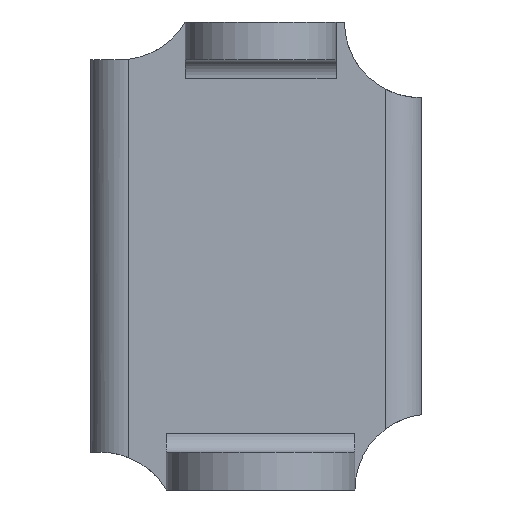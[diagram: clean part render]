
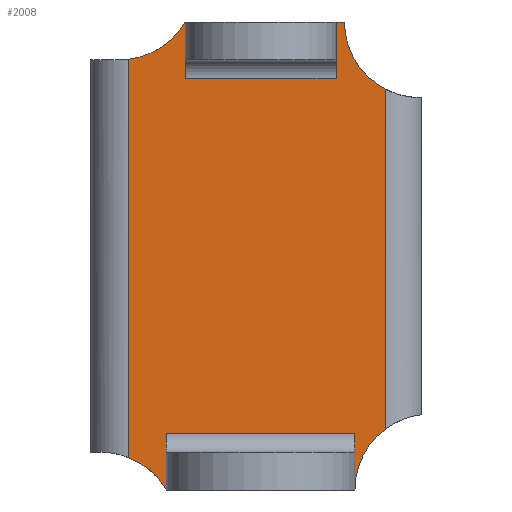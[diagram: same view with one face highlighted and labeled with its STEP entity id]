
A CAD part, front view. The second image highlights one B-rep face of the part: STEP entity #2008.
In plain terms, the highlighted planar face has unit normal (0, -1, 0).
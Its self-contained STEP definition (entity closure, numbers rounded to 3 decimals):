
#26 = DIRECTION ( 'NONE',  ( 0., 1., 0. ) ) ;
#36 = CARTESIAN_POINT ( 'NONE',  ( -23.16, 0., -36. ) ) ;
#85 = VECTOR ( 'NONE', #1161, 1000. ) ;
#87 = EDGE_CURVE ( 'NONE', #212, #566, #1139, .T. ) ;
#88 = DIRECTION ( 'NONE',  ( 1., 0., 0. ) ) ;
#100 = DIRECTION ( 'NONE',  ( 0., 0., -1. ) ) ;
#126 = EDGE_CURVE ( 'NONE', #1870, #1367, #2079, .T. ) ;
#132 = VECTOR ( 'NONE', #627, 1000. ) ;
#143 = EDGE_CURVE ( 'NONE', #513, #1154, #300, .T. ) ;
#171 = EDGE_CURVE ( 'NONE', #1870, #1316, #1320, .T. ) ;
#203 = VECTOR ( 'NONE', #1695, 1000. ) ;
#205 = CIRCLE ( 'NONE', #1462, 10. ) ;
#212 = VERTEX_POINT ( 'NONE', #1510 ) ;
#226 = VERTEX_POINT ( 'NONE', #1005 ) ;
#239 = VECTOR ( 'NONE', #383, 1000. ) ;
#252 = VERTEX_POINT ( 'NONE', #1532 ) ;
#264 = EDGE_LOOP ( 'NONE', ( #516, #2157, #1950, #967, #1457, #1828, #1122, #1066, #1340, #1723, #642, #2050, #1125 ) ) ;
#280 = CARTESIAN_POINT ( 'NONE',  ( -14.5, 0., -31. ) ) ;
#287 = DIRECTION ( 'NONE',  ( 0., -1., 0. ) ) ;
#300 = LINE ( 'NONE', #1547, #203 ) ;
#314 = AXIS2_PLACEMENT_3D ( 'NONE', #1394, #663, #1220 ) ;
#329 = CARTESIAN_POINT ( 'NONE',  ( -14.5, 0., -23.5 ) ) ;
#383 = DIRECTION ( 'NONE',  ( 0., 0., -1. ) ) ;
#410 = CARTESIAN_POINT ( 'NONE',  ( 0., 0., 23.5 ) ) ;
#459 = LINE ( 'NONE', #826, #830 ) ;
#502 = CARTESIAN_POINT ( 'NONE',  ( 8., 0., 23.5 ) ) ;
#505 = VERTEX_POINT ( 'NONE', #1570 ) ;
#513 = VERTEX_POINT ( 'NONE', #836 ) ;
#516 = ORIENTED_EDGE ( 'NONE', *, *, #87, .T. ) ;
#530 = LINE ( 'NONE', #1930, #1023 ) ;
#544 = EDGE_CURVE ( 'NONE', #2078, #252, #864, .T. ) ;
#552 = EDGE_CURVE ( 'NONE', #513, #505, #205, .T. ) ;
#566 = VERTEX_POINT ( 'NONE', #502 ) ;
#572 = CARTESIAN_POINT ( 'NONE',  ( -14.5, 0., -31. ) ) ;
#577 = CIRCLE ( 'NONE', #1544, 10. ) ;
#595 = CARTESIAN_POINT ( 'NONE',  ( -19.5, 0., -26.694 ) ) ;
#627 = DIRECTION ( 'NONE',  ( 0., 0., 1. ) ) ;
#642 = ORIENTED_EDGE ( 'NONE', *, *, #1145, .T. ) ;
#663 = DIRECTION ( 'NONE',  ( 0., 1., 0. ) ) ;
#672 = VERTEX_POINT ( 'NONE', #738 ) ;
#692 = EDGE_CURVE ( 'NONE', #837, #1367, #1423, .T. ) ;
#738 = CARTESIAN_POINT ( 'NONE',  ( 9.1, 0., 31. ) ) ;
#740 = AXIS2_PLACEMENT_3D ( 'NONE', #1878, #287, #991 ) ;
#787 = VECTOR ( 'NONE', #88, 1000. ) ;
#826 = CARTESIAN_POINT ( 'NONE',  ( 14.5, 0., 21. ) ) ;
#830 = VECTOR ( 'NONE', #1354, 1000. ) ;
#835 = LINE ( 'NONE', #1187, #2241 ) ;
#836 = CARTESIAN_POINT ( 'NONE',  ( -12., 0., 31. ) ) ;
#837 = VERTEX_POINT ( 'NONE', #595 ) ;
#864 = CIRCLE ( 'NONE', #314, 10. ) ;
#967 = ORIENTED_EDGE ( 'NONE', *, *, #552, .T. ) ;
#989 = LINE ( 'NONE', #1021, #132 ) ;
#991 = DIRECTION ( 'NONE',  ( 0., 0., -1. ) ) ;
#1003 = CARTESIAN_POINT ( 'NONE',  ( -12., 0., 23.5 ) ) ;
#1005 = CARTESIAN_POINT ( 'NONE',  ( 14.5, 0., 22.121 ) ) ;
#1011 = DIRECTION ( 'NONE',  ( 0., 1., 0. ) ) ;
#1021 = CARTESIAN_POINT ( 'NONE',  ( 10.5, 0., -31. ) ) ;
#1023 = VECTOR ( 'NONE', #1389, 1000. ) ;
#1047 = EDGE_CURVE ( 'NONE', #226, #672, #577, .T. ) ;
#1066 = ORIENTED_EDGE ( 'NONE', *, *, #171, .T. ) ;
#1095 = AXIS2_PLACEMENT_3D ( 'NONE', #36, #26, #1619 ) ;
#1122 = ORIENTED_EDGE ( 'NONE', *, *, #126, .F. ) ;
#1125 = ORIENTED_EDGE ( 'NONE', *, *, #1595, .F. ) ;
#1139 = LINE ( 'NONE', #1851, #239 ) ;
#1145 = EDGE_CURVE ( 'NONE', #252, #226, #459, .T. ) ;
#1154 = VERTEX_POINT ( 'NONE', #1003 ) ;
#1161 = DIRECTION ( 'NONE',  ( 0., 0., -1. ) ) ;
#1165 = FACE_OUTER_BOUND ( 'NONE', #264, .T. ) ;
#1187 = CARTESIAN_POINT ( 'NONE',  ( -19.5, 0., 0. ) ) ;
#1220 = DIRECTION ( 'NONE',  ( 0., 0., -1. ) ) ;
#1316 = VERTEX_POINT ( 'NONE', #1853 ) ;
#1320 = LINE ( 'NONE', #1369, #787 ) ;
#1340 = ORIENTED_EDGE ( 'NONE', *, *, #1467, .F. ) ;
#1354 = DIRECTION ( 'NONE',  ( 0., 0., 1. ) ) ;
#1366 = CARTESIAN_POINT ( 'NONE',  ( 19.1, 0., 31. ) ) ;
#1367 = VERTEX_POINT ( 'NONE', #572 ) ;
#1369 = CARTESIAN_POINT ( 'NONE',  ( 10.5, 0., -23.5 ) ) ;
#1389 = DIRECTION ( 'NONE',  ( 1., 0., 0. ) ) ;
#1394 = CARTESIAN_POINT ( 'NONE',  ( 20.5, 0., -30.95 ) ) ;
#1423 = CIRCLE ( 'NONE', #1095, 10. ) ;
#1457 = ORIENTED_EDGE ( 'NONE', *, *, #2040, .T. ) ;
#1462 = AXIS2_PLACEMENT_3D ( 'NONE', #2283, #1011, #1743 ) ;
#1467 = EDGE_CURVE ( 'NONE', #2078, #1316, #989, .T. ) ;
#1510 = CARTESIAN_POINT ( 'NONE',  ( 8., 0., 31. ) ) ;
#1532 = CARTESIAN_POINT ( 'NONE',  ( 14.5, 0., -22.95 ) ) ;
#1544 = AXIS2_PLACEMENT_3D ( 'NONE', #1366, #1905, #100 ) ;
#1547 = CARTESIAN_POINT ( 'NONE',  ( -12., 0., 31. ) ) ;
#1570 = CARTESIAN_POINT ( 'NONE',  ( -19.5, 0., 26.068 ) ) ;
#1595 = EDGE_CURVE ( 'NONE', #212, #672, #530, .T. ) ;
#1619 = DIRECTION ( 'NONE',  ( 0., 0., -1. ) ) ;
#1695 = DIRECTION ( 'NONE',  ( 0., 0., -1. ) ) ;
#1723 = ORIENTED_EDGE ( 'NONE', *, *, #544, .T. ) ;
#1743 = DIRECTION ( 'NONE',  ( 0., 0., -1. ) ) ;
#1828 = ORIENTED_EDGE ( 'NONE', *, *, #692, .T. ) ;
#1829 = DIRECTION ( 'NONE',  ( -1., 0., 0. ) ) ;
#1851 = CARTESIAN_POINT ( 'NONE',  ( 8., 0., 31. ) ) ;
#1853 = CARTESIAN_POINT ( 'NONE',  ( 10.5, 0., -23.5 ) ) ;
#1870 = VERTEX_POINT ( 'NONE', #329 ) ;
#1878 = CARTESIAN_POINT ( 'NONE',  ( 0., 0., 0. ) ) ;
#1905 = DIRECTION ( 'NONE',  ( 0., 1., 0. ) ) ;
#1930 = CARTESIAN_POINT ( 'NONE',  ( 9.1, 0., 31. ) ) ;
#1950 = ORIENTED_EDGE ( 'NONE', *, *, #143, .F. ) ;
#1978 = VECTOR ( 'NONE', #1829, 1000. ) ;
#2003 = LINE ( 'NONE', #410, #1978 ) ;
#2008 = ADVANCED_FACE ( 'NONE', ( #1165 ), #2200, .T. ) ;
#2040 = EDGE_CURVE ( 'NONE', #505, #837, #835, .T. ) ;
#2050 = ORIENTED_EDGE ( 'NONE', *, *, #1047, .T. ) ;
#2078 = VERTEX_POINT ( 'NONE', #2091 ) ;
#2079 = LINE ( 'NONE', #280, #85 ) ;
#2091 = CARTESIAN_POINT ( 'NONE',  ( 10.5, 0., -30.95 ) ) ;
#2157 = ORIENTED_EDGE ( 'NONE', *, *, #2201, .T. ) ;
#2200 = PLANE ( 'NONE',  #740 ) ;
#2201 = EDGE_CURVE ( 'NONE', #566, #1154, #2003, .T. ) ;
#2241 = VECTOR ( 'NONE', #2270, 1000. ) ;
#2270 = DIRECTION ( 'NONE',  ( 0., 0., -1. ) ) ;
#2283 = CARTESIAN_POINT ( 'NONE',  ( -20.66, 0., 36. ) ) ;
